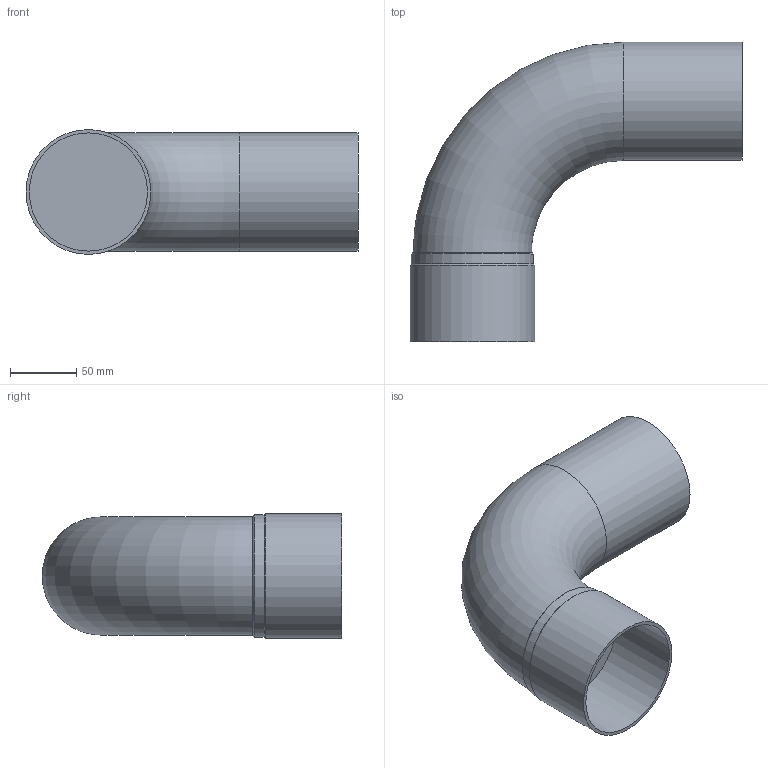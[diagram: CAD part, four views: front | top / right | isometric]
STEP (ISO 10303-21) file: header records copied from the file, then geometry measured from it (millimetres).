
FILE_DESCRIPTION( ( 'Unknown' ), '1' );
FILE_NAME( 'F4DN88,9.stp', 'Unknown', ( 'Unknown' ), ( 'Unknown' ), 'PSStep 14.0', 'Unknown', ' ' );
FILE_SCHEMA( ( 'AUTOMOTIVE_DESIGN { 1 0 10303 214 1 1 1 1 }' ) );
Length unit declared in the file: millimetre
Products named in the file (1): 1
Bounding box: 250 x 225.5 x 94 mm (x, y, z)
Volume: 1778402.8 mm3; surface area: 124017.6 mm2
Topology: 1 solids, 1 shells, 11 faces, 21 edges, 14 vertices
Faces by surface type: plane 4, cylinder 4, cone 2, torus 1
Full cylindrical faces by diameter (mm): 89 x2, 92 x1, 94 x1
Entity records: 318 total; most frequent: DIRECTION 44, CARTESIAN_POINT 32, AXIS2_PLACEMENT_3D 22, EDGE_LOOP 20, ORIENTED_EDGE 20, FACE_OUTER_BOUND 16, STYLED_ITEM 11, PRESENTATION_STYLE_ASSIGNMENT 11
